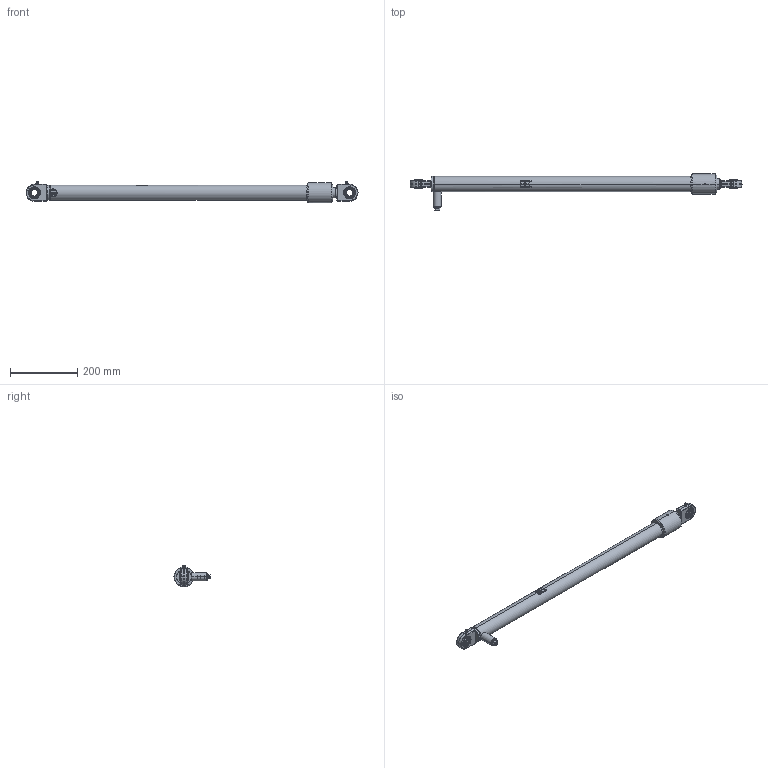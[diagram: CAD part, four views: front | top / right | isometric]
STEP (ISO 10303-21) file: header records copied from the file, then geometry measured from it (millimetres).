
FILE_DESCRIPTION (( 'STEP AP214' ), '1' );
FILE_NAME ('CFGCY0066412-Cylinder.step', '2026-03-06T15:32:18', ( 'Kramp IT' ), ( 'Kramp' ), 'SwSTEP 2.0', 'SolidWorks 2025', '' );
FILE_SCHEMA (( 'AUTOMOTIVE_DESIGN' ));
Length unit declared in the file: millimetre
Products named in the file (20): Tube-MA_Simplified; DC3903501; LSN0645; GE20HO2RS; PC2903003; 7993RW30; HBV905; MATE-AID; Tube-WA_Simplified; SP06M; PC2903007_Simplified; PC2903007VM_Simplified; GF20HO2RS-RD; GF920; Rod-WA_Simplified; GF20HO2RS-EC; Tube_Simplified; CFGCY0066412-Cylinder; Rod_Simplified
Assembly tree (20 placements, depth 4):
  MATE-AID
  CFGCY0066412-Cylinder
    Tube-WA_Simplified
      Tube-MA_Simplified
        Tube_Simplified
      LSN0645
      DC3903501
        DC3903501
      GF20HO2RS-EC
        GF920
        GE20HO2RS
    Rod-WA_Simplified
      Rod_Simplified
      GF20HO2RS-RD
        GF920
        GE20HO2RS
    PC2903007VM_Simplified
      PC2903007_Simplified
    7993RW30
    PC2903003
    SP06M
    HBV905
Bounding box: 988.69 x 107.5 x 64.8 mm (x, y, z)
Volume: 1342103.5 mm3; surface area: 367512.3 mm2
Topology: 17 solids, 26 shells, 701 faces, 1681 edges, 1034 vertices
Faces by surface type: cylinder 282, plane 198, cone 94, bspline 84, torus 43
Entity records: 17225 total; most frequent: CARTESIAN_POINT 4593, DIRECTION 2739, ORIENTED_EDGE 2394, EDGE_CURVE 1211, AXIS2_PLACEMENT_3D 1129, VERTEX_POINT 752, CIRCLE 626, EDGE_LOOP 589
